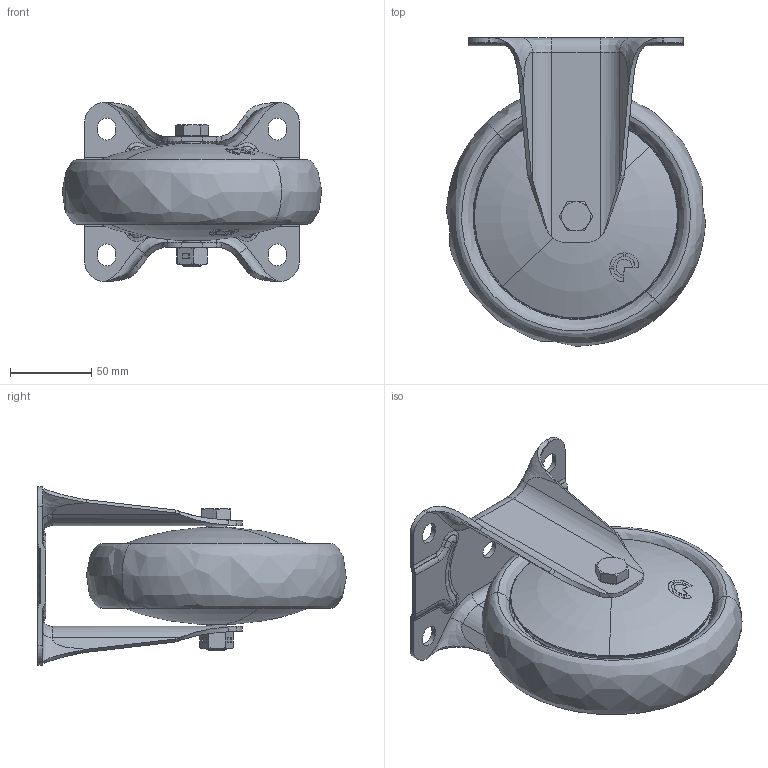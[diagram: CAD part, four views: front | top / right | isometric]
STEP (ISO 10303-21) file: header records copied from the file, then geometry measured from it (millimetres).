
FILE_DESCRIPTION (( 'STEP AP214' ), '1' );
FILE_NAME ('0055716.step', '2023-08-09T07:54:00', ( '' ), ( '' ), 'SwSTEP 2.0', 'SolidWorks 2020', '' );
FILE_SCHEMA (( 'AUTOMOTIVE_DESIGN' ));
Length unit declared in the file: millimetre
Products named in the file (1): 0055716
Bounding box: 159.72 x 189.99 x 110 mm (x, y, z)
Volume: 559556 mm3; surface area: 248965.1 mm2
Topology: 20 solids, 20 shells, 526 faces, 1208 edges, 730 vertices
Faces by surface type: bspline 182, plane 142, cylinder 118, cone 56, torus 28
Entity records: 33901 total; most frequent: CARTESIAN_POINT 16839, ORIENTED_EDGE 2416, DIRECTION 2170, EDGE_CURVE 1208, AXIS2_PLACEMENT_3D 873, VERTEX_POINT 730, EDGE_LOOP 568, UNCERTAINTY_MEASURE_WITH_UNIT 548
